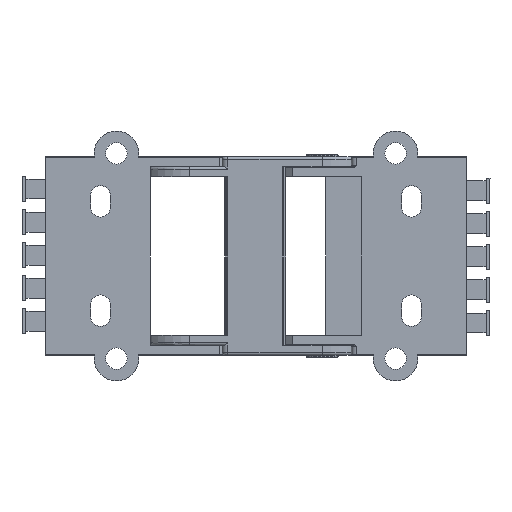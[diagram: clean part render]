
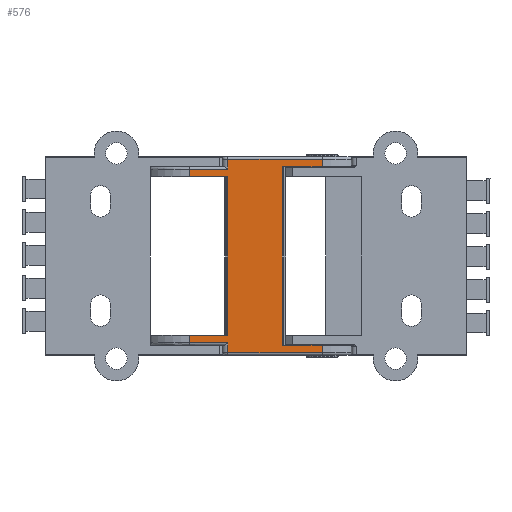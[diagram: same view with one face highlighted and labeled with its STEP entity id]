
A CAD part, front view. The second image highlights one B-rep face of the part: STEP entity #576.
In plain terms, the highlighted planar face has unit normal (0, -1, 0).
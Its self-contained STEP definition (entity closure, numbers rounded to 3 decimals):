
#1 = CARTESIAN_POINT ( 'NONE',  ( 266.43, -6.966, -51. ) ) ;
#151 = CARTESIAN_POINT ( 'NONE',  ( 278.441, -6.965, 5.25 ) ) ;
#222 = VERTEX_POINT ( 'NONE', #5099 ) ;
#451 = CARTESIAN_POINT ( 'NONE',  ( 238.441, -6.968, 6. ) ) ;
#474 = VERTEX_POINT ( 'NONE', #10262 ) ;
#576 = ADVANCED_FACE ( 'NONE', ( #20843 ), #20510, .F. ) ;
#705 = DIRECTION ( 'NONE',  ( 1., 0., 0. ) ) ;
#851 = EDGE_CURVE ( 'NONE', #13719, #13748, #2113, .T. ) ;
#983 = EDGE_CURVE ( 'NONE', #3901, #13719, #1063, .T. ) ;
#1063 = LINE ( 'NONE', #6864, #10170 ) ;
#1145 = CARTESIAN_POINT ( 'NONE',  ( 238.441, -6.968, -54. ) ) ;
#1207 = VERTEX_POINT ( 'NONE', #15980 ) ;
#1693 = DIRECTION ( 'NONE',  ( -1., 0., 0. ) ) ;
#1918 = EDGE_CURVE ( 'NONE', #10968, #3901, #8852, .T. ) ;
#2072 = LINE ( 'NONE', #2888, #8827 ) ;
#2113 = LINE ( 'NONE', #3063, #18708 ) ;
#2116 = CARTESIAN_POINT ( 'NONE',  ( 278.441, -6.965, 3. ) ) ;
#2181 = VERTEX_POINT ( 'NONE', #12931 ) ;
#2222 = VERTEX_POINT ( 'NONE', #1 ) ;
#2287 = ORIENTED_EDGE ( 'NONE', *, *, #1918, .T. ) ;
#2744 = LINE ( 'NONE', #16678, #10814 ) ;
#2888 = CARTESIAN_POINT ( 'NONE',  ( 278.441, -6.965, -54. ) ) ;
#3063 = CARTESIAN_POINT ( 'NONE',  ( 238.441, -6.968, 0. ) ) ;
#3254 = ORIENTED_EDGE ( 'NONE', *, *, #3980, .F. ) ;
#3282 = LINE ( 'NONE', #9496, #12390 ) ;
#3817 = EDGE_CURVE ( 'NONE', #5143, #11632, #2744, .T. ) ;
#3901 = VERTEX_POINT ( 'NONE', #20380 ) ;
#3980 = EDGE_CURVE ( 'NONE', #9111, #474, #6401, .T. ) ;
#4065 = DIRECTION ( 'NONE',  ( 0., 0., -1. ) ) ;
#4367 = ORIENTED_EDGE ( 'NONE', *, *, #851, .T. ) ;
#4400 = CARTESIAN_POINT ( 'NONE',  ( 249.949, -6.967, 6. ) ) ;
#4409 = VECTOR ( 'NONE', #8396, 1000. ) ;
#4787 = EDGE_LOOP ( 'NONE', ( #19303, #5291, #6780, #6003, #13633, #3254, #10527, #8184, #16927, #15806, #16563, #15718, #21472, #2287, #17462, #4367 ) ) ;
#5099 = CARTESIAN_POINT ( 'NONE',  ( 238.441, -6.968, -48. ) ) ;
#5143 = VERTEX_POINT ( 'NONE', #151 ) ;
#5291 = ORIENTED_EDGE ( 'NONE', *, *, #7281, .F. ) ;
#5296 = EDGE_CURVE ( 'NONE', #1207, #2222, #15956, .T. ) ;
#5648 = DIRECTION ( 'NONE',  ( 0., 1., 0. ) ) ;
#6003 = ORIENTED_EDGE ( 'NONE', *, *, #20438, .F. ) ;
#6401 = LINE ( 'NONE', #20602, #19901 ) ;
#6780 = ORIENTED_EDGE ( 'NONE', *, *, #8838, .F. ) ;
#6864 = CARTESIAN_POINT ( 'NONE',  ( 238.441, -6.968, 6. ) ) ;
#7041 = CARTESIAN_POINT ( 'NONE',  ( 238.441, -6.968, -50.25 ) ) ;
#7223 = AXIS2_PLACEMENT_3D ( 'NONE', #451, #5648, #20283 ) ;
#7281 = EDGE_CURVE ( 'NONE', #222, #20181, #15866, .T. ) ;
#7460 = DIRECTION ( 'NONE',  ( -1., 0., 0. ) ) ;
#7556 = EDGE_CURVE ( 'NONE', #474, #19975, #16668, .T. ) ;
#8094 = EDGE_CURVE ( 'NONE', #2222, #2181, #19776, .T. ) ;
#8184 = ORIENTED_EDGE ( 'NONE', *, *, #5296, .T. ) ;
#8191 = VECTOR ( 'NONE', #1693, 1000. ) ;
#8396 = DIRECTION ( 'NONE',  ( -1., 0., 0. ) ) ;
#8411 = DIRECTION ( 'NONE',  ( 0., 0., 1. ) ) ;
#8804 = CARTESIAN_POINT ( 'NONE',  ( 249.949, -6.967, 5.25 ) ) ;
#8827 = VECTOR ( 'NONE', #13231, 1000. ) ;
#8838 = EDGE_CURVE ( 'NONE', #13476, #222, #16533, .T. ) ;
#8840 = EDGE_CURVE ( 'NONE', #5143, #11623, #3282, .T. ) ;
#8852 = LINE ( 'NONE', #11792, #4409 ) ;
#9111 = VERTEX_POINT ( 'NONE', #9729 ) ;
#9496 = CARTESIAN_POINT ( 'NONE',  ( 249.949, -6.967, 5.25 ) ) ;
#9729 = CARTESIAN_POINT ( 'NONE',  ( 278.441, -6.965, -53.25 ) ) ;
#9788 = VECTOR ( 'NONE', #12762, 1000. ) ;
#10061 = EDGE_CURVE ( 'NONE', #11623, #10968, #19081, .T. ) ;
#10170 = VECTOR ( 'NONE', #18441, 1000. ) ;
#10262 = CARTESIAN_POINT ( 'NONE',  ( 249.949, -6.967, -53.25 ) ) ;
#10264 = CARTESIAN_POINT ( 'NONE',  ( 249.941, -6.967, 0. ) ) ;
#10485 = EDGE_CURVE ( 'NONE', #11632, #2181, #12575, .T. ) ;
#10527 = ORIENTED_EDGE ( 'NONE', *, *, #14235, .T. ) ;
#10814 = VECTOR ( 'NONE', #18406, 1000. ) ;
#10968 = VERTEX_POINT ( 'NONE', #12635 ) ;
#11085 = LINE ( 'NONE', #7041, #15787 ) ;
#11299 = DIRECTION ( 'NONE',  ( -1., 0., 0. ) ) ;
#11372 = CARTESIAN_POINT ( 'NONE',  ( 249.941, -6.967, -48. ) ) ;
#11546 = VECTOR ( 'NONE', #19298, 1000. ) ;
#11623 = VERTEX_POINT ( 'NONE', #8804 ) ;
#11632 = VERTEX_POINT ( 'NONE', #2116 ) ;
#11792 = CARTESIAN_POINT ( 'NONE',  ( 238.441, -6.968, 2.25 ) ) ;
#11803 = CARTESIAN_POINT ( 'NONE',  ( 249.949, -6.967, -54. ) ) ;
#11934 = CARTESIAN_POINT ( 'NONE',  ( 238.441, -6.968, 0. ) ) ;
#12163 = LINE ( 'NONE', #20489, #19416 ) ;
#12390 = VECTOR ( 'NONE', #11299, 1000. ) ;
#12486 = CARTESIAN_POINT ( 'NONE',  ( 238.441, -6.968, -51. ) ) ;
#12575 = LINE ( 'NONE', #14626, #8191 ) ;
#12593 = CARTESIAN_POINT ( 'NONE',  ( 238.441, -6.968, -50.25 ) ) ;
#12635 = CARTESIAN_POINT ( 'NONE',  ( 249.949, -6.967, 2.25 ) ) ;
#12762 = DIRECTION ( 'NONE',  ( 0., 0., 1. ) ) ;
#12931 = CARTESIAN_POINT ( 'NONE',  ( 266.43, -6.966, 3. ) ) ;
#13025 = VECTOR ( 'NONE', #705, 1000. ) ;
#13231 = DIRECTION ( 'NONE',  ( 0., 0., 1. ) ) ;
#13313 = DIRECTION ( 'NONE',  ( 0., 0., 1. ) ) ;
#13476 = VERTEX_POINT ( 'NONE', #12593 ) ;
#13633 = ORIENTED_EDGE ( 'NONE', *, *, #7556, .F. ) ;
#13719 = VERTEX_POINT ( 'NONE', #11934 ) ;
#13748 = VERTEX_POINT ( 'NONE', #10264 ) ;
#14235 = EDGE_CURVE ( 'NONE', #9111, #1207, #2072, .T. ) ;
#14294 = DIRECTION ( 'NONE',  ( 0., 0., -1. ) ) ;
#14626 = CARTESIAN_POINT ( 'NONE',  ( 238.441, -6.968, 3. ) ) ;
#15212 = VECTOR ( 'NONE', #14294, 1000. ) ;
#15505 = DIRECTION ( 'NONE',  ( -1., 0., 0. ) ) ;
#15718 = ORIENTED_EDGE ( 'NONE', *, *, #8840, .T. ) ;
#15787 = VECTOR ( 'NONE', #15505, 1000. ) ;
#15806 = ORIENTED_EDGE ( 'NONE', *, *, #10485, .F. ) ;
#15866 = LINE ( 'NONE', #18975, #13025 ) ;
#15956 = LINE ( 'NONE', #12486, #11546 ) ;
#15980 = CARTESIAN_POINT ( 'NONE',  ( 278.441, -6.965, -51. ) ) ;
#16096 = CARTESIAN_POINT ( 'NONE',  ( 249.949, -6.967, -50.25 ) ) ;
#16533 = LINE ( 'NONE', #1145, #9788 ) ;
#16563 = ORIENTED_EDGE ( 'NONE', *, *, #3817, .F. ) ;
#16564 = CARTESIAN_POINT ( 'NONE',  ( 266.43, -6.966, 6. ) ) ;
#16668 = LINE ( 'NONE', #11803, #20578 ) ;
#16678 = CARTESIAN_POINT ( 'NONE',  ( 278.441, -6.965, 6. ) ) ;
#16927 = ORIENTED_EDGE ( 'NONE', *, *, #8094, .T. ) ;
#17462 = ORIENTED_EDGE ( 'NONE', *, *, #983, .T. ) ;
#18188 = VECTOR ( 'NONE', #13313, 1000. ) ;
#18406 = DIRECTION ( 'NONE',  ( 0., 0., -1. ) ) ;
#18441 = DIRECTION ( 'NONE',  ( 0., 0., -1. ) ) ;
#18708 = VECTOR ( 'NONE', #19628, 1000. ) ;
#18975 = CARTESIAN_POINT ( 'NONE',  ( 238.441, -6.968, -48. ) ) ;
#19081 = LINE ( 'NONE', #4400, #15212 ) ;
#19298 = DIRECTION ( 'NONE',  ( -1., 0., 0. ) ) ;
#19303 = ORIENTED_EDGE ( 'NONE', *, *, #19391, .T. ) ;
#19391 = EDGE_CURVE ( 'NONE', #13748, #20181, #12163, .T. ) ;
#19416 = VECTOR ( 'NONE', #4065, 1000. ) ;
#19628 = DIRECTION ( 'NONE',  ( 1., 0., 0. ) ) ;
#19776 = LINE ( 'NONE', #16564, #18188 ) ;
#19901 = VECTOR ( 'NONE', #7460, 1000. ) ;
#19975 = VERTEX_POINT ( 'NONE', #16096 ) ;
#20181 = VERTEX_POINT ( 'NONE', #11372 ) ;
#20283 = DIRECTION ( 'NONE',  ( 0., 0., 1. ) ) ;
#20380 = CARTESIAN_POINT ( 'NONE',  ( 238.441, -6.968, 2.25 ) ) ;
#20438 = EDGE_CURVE ( 'NONE', #19975, #13476, #11085, .T. ) ;
#20489 = CARTESIAN_POINT ( 'NONE',  ( 249.941, -6.967, 6. ) ) ;
#20510 = PLANE ( 'NONE',  #7223 ) ;
#20578 = VECTOR ( 'NONE', #8411, 1000. ) ;
#20602 = CARTESIAN_POINT ( 'NONE',  ( 249.949, -6.967, -53.25 ) ) ;
#20843 = FACE_OUTER_BOUND ( 'NONE', #4787, .T. ) ;
#21472 = ORIENTED_EDGE ( 'NONE', *, *, #10061, .T. ) ;
